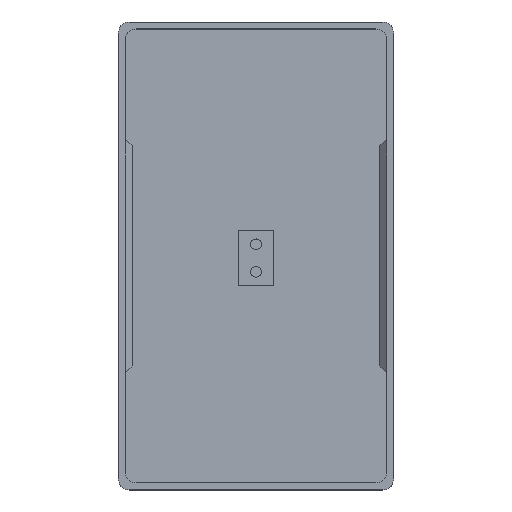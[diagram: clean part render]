
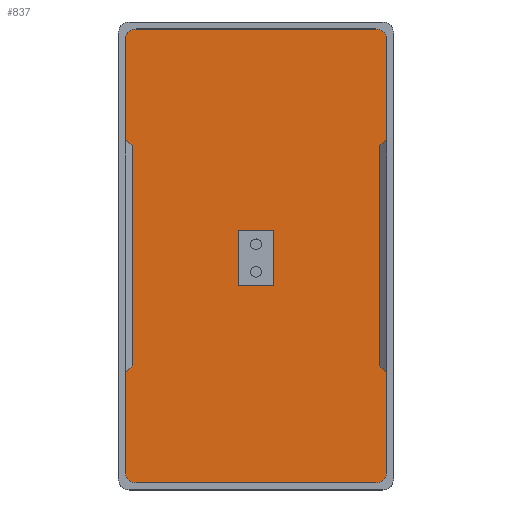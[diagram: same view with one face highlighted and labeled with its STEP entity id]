
A CAD part, top view. The second image highlights one B-rep face of the part: STEP entity #837.
In plain terms, the highlighted planar face has unit normal (0, 0, 1).
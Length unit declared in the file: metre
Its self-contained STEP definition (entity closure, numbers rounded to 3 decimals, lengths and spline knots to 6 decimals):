
#36=LINE('',#1242,#124);
#49=LINE('',#1269,#137);
#52=LINE('',#1276,#140);
#56=LINE('',#1284,#144);
#64=LINE('',#1301,#152);
#82=LINE('',#1352,#170);
#84=LINE('',#1356,#172);
#85=LINE('',#1359,#173);
#86=LINE('',#1361,#174);
#87=LINE('',#1363,#175);
#88=LINE('',#1366,#176);
#89=LINE('',#1367,#177);
#124=VECTOR('',#994,1.);
#137=VECTOR('',#1009,1.);
#140=VECTOR('',#1014,1.);
#144=VECTOR('',#1018,1.);
#152=VECTOR('',#1028,1.);
#170=VECTOR('',#1080,1.);
#172=VECTOR('',#1084,1.);
#173=VECTOR('',#1085,1.);
#174=VECTOR('',#1086,1.);
#175=VECTOR('',#1087,1.);
#176=VECTOR('',#1092,1.);
#177=VECTOR('',#1093,1.);
#294=ORIENTED_EDGE('',*,*,#512,.T.);
#295=ORIENTED_EDGE('',*,*,#513,.T.);
#296=ORIENTED_EDGE('',*,*,#514,.F.);
#297=ORIENTED_EDGE('',*,*,#515,.F.);
#298=ORIENTED_EDGE('',*,*,#452,.F.);
#299=ORIENTED_EDGE('',*,*,#516,.T.);
#300=ORIENTED_EDGE('',*,*,#510,.F.);
#301=ORIENTED_EDGE('',*,*,#517,.T.);
#302=ORIENTED_EDGE('',*,*,#468,.T.);
#303=ORIENTED_EDGE('',*,*,#518,.F.);
#304=ORIENTED_EDGE('',*,*,#465,.T.);
#305=ORIENTED_EDGE('',*,*,#519,.T.);
#306=ORIENTED_EDGE('',*,*,#472,.T.);
#307=ORIENTED_EDGE('',*,*,#520,.T.);
#308=ORIENTED_EDGE('',*,*,#480,.T.);
#309=ORIENTED_EDGE('',*,*,#521,.T.);
#452=EDGE_CURVE('',#568,#569,#36,.T.);
#465=EDGE_CURVE('',#579,#581,#49,.T.);
#468=EDGE_CURVE('',#585,#584,#52,.T.);
#472=EDGE_CURVE('',#589,#588,#56,.T.);
#480=EDGE_CURVE('',#597,#596,#64,.T.);
#510=EDGE_CURVE('',#612,#613,#82,.T.);
#512=EDGE_CURVE('',#614,#615,#84,.T.);
#513=EDGE_CURVE('',#615,#616,#85,.T.);
#514=EDGE_CURVE('',#617,#616,#86,.T.);
#515=EDGE_CURVE('',#614,#617,#87,.T.);
#516=EDGE_CURVE('',#568,#613,#650,.T.);
#517=EDGE_CURVE('',#612,#585,#651,.T.);
#518=EDGE_CURVE('',#579,#584,#88,.T.);
#519=EDGE_CURVE('',#581,#589,#89,.T.);
#520=EDGE_CURVE('',#588,#597,#652,.T.);
#521=EDGE_CURVE('',#596,#569,#653,.T.);
#568=VERTEX_POINT('',#1241);
#569=VERTEX_POINT('',#1243);
#579=VERTEX_POINT('',#1264);
#581=VERTEX_POINT('',#1268);
#584=VERTEX_POINT('',#1275);
#585=VERTEX_POINT('',#1277);
#588=VERTEX_POINT('',#1283);
#589=VERTEX_POINT('',#1285);
#596=VERTEX_POINT('',#1300);
#597=VERTEX_POINT('',#1302);
#612=VERTEX_POINT('',#1351);
#613=VERTEX_POINT('',#1353);
#614=VERTEX_POINT('',#1357);
#615=VERTEX_POINT('',#1358);
#616=VERTEX_POINT('',#1360);
#617=VERTEX_POINT('',#1362);
#650=CIRCLE('',#918,0.004);
#651=CIRCLE('',#919,0.004);
#652=CIRCLE('',#920,0.004);
#653=CIRCLE('',#921,0.004);
#680=EDGE_LOOP('',(#294,#295,#296,#297));
#681=EDGE_LOOP('',(#298,#299,#300,#301,#302,#303,#304,#305,#306,#307,#308,
#309));
#748=FACE_BOUND('',#680,.T.);
#749=FACE_BOUND('',#681,.T.);
#804=PLANE('',#917);
#837=ADVANCED_FACE('',(#748,#749),#804,.T.);
#917=AXIS2_PLACEMENT_3D('',#1355,#1082,#1083);
#918=AXIS2_PLACEMENT_3D('',#1364,#1088,#1089);
#919=AXIS2_PLACEMENT_3D('',#1365,#1090,#1091);
#920=AXIS2_PLACEMENT_3D('',#1368,#1094,#1095);
#921=AXIS2_PLACEMENT_3D('',#1369,#1096,#1097);
#994=DIRECTION('',(-1.,0.,0.));
#1009=DIRECTION('',(-1.,0.,0.));
#1014=DIRECTION('',(-1.,0.,0.));
#1018=DIRECTION('',(-1.,0.,0.));
#1028=DIRECTION('',(0.,-1.,0.));
#1080=DIRECTION('',(0.,-1.,0.));
#1082=DIRECTION('',(0.,0.,1.));
#1083=DIRECTION('',(1.,0.,0.));
#1084=DIRECTION('',(0.,-1.,0.));
#1085=DIRECTION('',(-1.,0.,0.));
#1086=DIRECTION('',(0.,-1.,0.));
#1087=DIRECTION('',(-1.,0.,0.));
#1088=DIRECTION('',(0.,0.,1.));
#1089=DIRECTION('',(1.,0.,0.));
#1090=DIRECTION('',(0.,0.,1.));
#1091=DIRECTION('',(1.,0.,0.));
#1092=DIRECTION('',(0.,-1.,0.));
#1093=DIRECTION('',(0.,-1.,0.));
#1094=DIRECTION('',(0.,0.,1.));
#1095=DIRECTION('',(1.,0.,0.));
#1096=DIRECTION('',(0.,0.,1.));
#1097=DIRECTION('',(1.,0.,0.));
#1241=CARTESIAN_POINT('',(0.0435,-0.0825,0.0025));
#1242=CARTESIAN_POINT('',(0.,-0.0825,0.0025));
#1243=CARTESIAN_POINT('',(-0.0435,-0.0825,0.0025));
#1264=CARTESIAN_POINT('',(0.01,0.085,0.0025));
#1268=CARTESIAN_POINT('',(-0.01,0.085,0.0025));
#1269=CARTESIAN_POINT('',(0.,0.085,0.0025));
#1275=CARTESIAN_POINT('',(0.01,0.0825,0.0025));
#1276=CARTESIAN_POINT('',(0.,0.0825,0.0025));
#1277=CARTESIAN_POINT('',(0.0435,0.0825,0.0025));
#1283=CARTESIAN_POINT('',(-0.0435,0.0825,0.0025));
#1284=CARTESIAN_POINT('',(0.,0.0825,0.0025));
#1285=CARTESIAN_POINT('',(-0.01,0.0825,0.0025));
#1300=CARTESIAN_POINT('',(-0.0475,-0.0785,0.0025));
#1301=CARTESIAN_POINT('',(-0.0475,0.,0.0025));
#1302=CARTESIAN_POINT('',(-0.0475,0.0785,0.0025));
#1351=CARTESIAN_POINT('',(0.0475,0.0785,0.0025));
#1352=CARTESIAN_POINT('',(0.0475,0.,0.0025));
#1353=CARTESIAN_POINT('',(0.0475,-0.0785,0.0025));
#1355=CARTESIAN_POINT('',(0.,0.,0.0025));
#1356=CARTESIAN_POINT('',(0.0065,-0.000762,0.0025));
#1357=CARTESIAN_POINT('',(0.0065,0.009238,0.0025));
#1358=CARTESIAN_POINT('',(0.0065,-0.010762,0.0025));
#1359=CARTESIAN_POINT('',(0.,-0.010762,0.0025));
#1360=CARTESIAN_POINT('',(-0.0065,-0.010762,0.0025));
#1361=CARTESIAN_POINT('',(-0.0065,-0.000762,0.0025));
#1362=CARTESIAN_POINT('',(-0.0065,0.009238,0.0025));
#1363=CARTESIAN_POINT('',(0.,0.009238,0.0025));
#1364=CARTESIAN_POINT('',(0.0435,-0.0785,0.0025));
#1365=CARTESIAN_POINT('',(0.0435,0.0785,0.0025));
#1366=CARTESIAN_POINT('',(0.01,0.085,0.0025));
#1367=CARTESIAN_POINT('',(-0.01,0.085,0.0025));
#1368=CARTESIAN_POINT('',(-0.0435,0.0785,0.0025));
#1369=CARTESIAN_POINT('',(-0.0435,-0.0785,0.0025));
